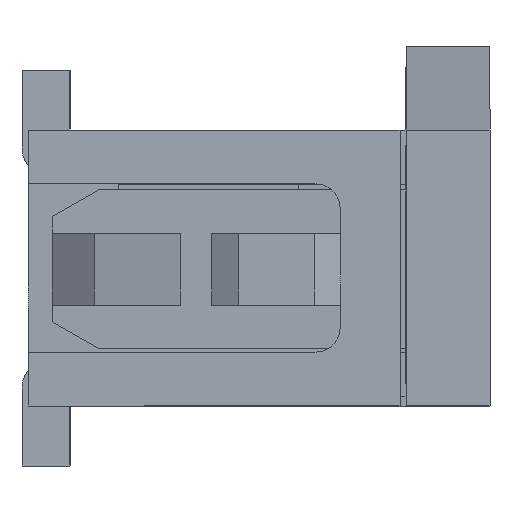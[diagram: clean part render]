
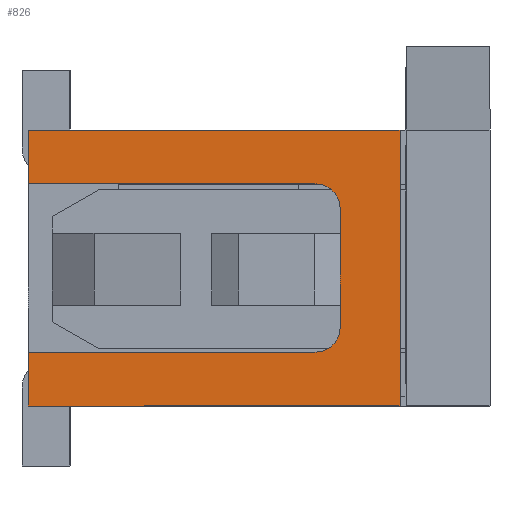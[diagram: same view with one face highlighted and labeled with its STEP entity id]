
A CAD part, left-side view. The second image highlights one B-rep face of the part: STEP entity #826.
In plain terms, the highlighted planar face has unit normal (-1, 0, 0).
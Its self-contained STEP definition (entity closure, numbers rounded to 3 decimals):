
#116=CIRCLE('',#10499,0.2);
#117=CIRCLE('',#10500,0.2);
#354=FACE_OUTER_BOUND('',#1706,.T.);
#826=ADVANCED_FACE('',(#354),#1295,.T.);
#1295=PLANE('',#10501);
#1706=EDGE_LOOP('',(#3032,#3033,#3034,#3035,#3036,#3037,#3038,#3039,#3040,
#3041));
#3032=ORIENTED_EDGE('',*,*,#6635,.T.);
#3033=ORIENTED_EDGE('',*,*,#6742,.T.);
#3034=ORIENTED_EDGE('',*,*,#6783,.T.);
#3035=ORIENTED_EDGE('',*,*,#6593,.T.);
#3036=ORIENTED_EDGE('',*,*,#6784,.T.);
#3037=ORIENTED_EDGE('',*,*,#6785,.T.);
#3038=ORIENTED_EDGE('',*,*,#6631,.T.);
#3039=ORIENTED_EDGE('',*,*,#6353,.T.);
#3040=ORIENTED_EDGE('',*,*,#6786,.T.);
#3041=ORIENTED_EDGE('',*,*,#6725,.F.);
#5332=VERTEX_POINT('',#14091);
#5333=VERTEX_POINT('',#14093);
#5480=VERTEX_POINT('',#14551);
#5481=VERTEX_POINT('',#14553);
#5506=VERTEX_POINT('',#14617);
#5509=VERTEX_POINT('',#14623);
#5510=VERTEX_POINT('',#14625);
#5586=VERTEX_POINT('',#14792);
#5599=VERTEX_POINT('',#14822);
#5624=VERTEX_POINT('',#14901);
#6353=EDGE_CURVE('',#5333,#5332,#7873,.T.);
#6593=EDGE_CURVE('',#5481,#5480,#8110,.T.);
#6631=EDGE_CURVE('',#5506,#5333,#8148,.T.);
#6635=EDGE_CURVE('',#5510,#5509,#8152,.T.);
#6725=EDGE_CURVE('',#5510,#5586,#8242,.T.);
#6742=EDGE_CURVE('',#5509,#5599,#8256,.T.);
#6783=EDGE_CURVE('',#5599,#5481,#116,.T.);
#6784=EDGE_CURVE('',#5480,#5624,#117,.T.);
#6785=EDGE_CURVE('',#5624,#5506,#8295,.T.);
#6786=EDGE_CURVE('',#5332,#5586,#8296,.T.);
#7873=LINE('',#14092,#9248);
#8110=LINE('',#14552,#9485);
#8148=LINE('',#14616,#9523);
#8152=LINE('',#14624,#9527);
#8242=LINE('',#14791,#9617);
#8256=LINE('',#14823,#9631);
#8295=LINE('',#14902,#9670);
#8296=LINE('',#14903,#9671);
#9248=VECTOR('',#11282,1.);
#9485=VECTOR('',#11669,1.);
#9523=VECTOR('',#11709,1.);
#9527=VECTOR('',#11713,1.);
#9617=VECTOR('',#11805,1.);
#9631=VECTOR('',#11827,1.);
#9670=VECTOR('',#11896,1.);
#9671=VECTOR('',#11897,1.);
#10499=AXIS2_PLACEMENT_3D('',#14899,#11892,#11893);
#10500=AXIS2_PLACEMENT_3D('',#14900,#11894,#11895);
#10501=AXIS2_PLACEMENT_3D('',#14904,#11898,#11899);
#11282=DIRECTION('',(0.,-1.,0.));
#11669=DIRECTION('',(0.,0.,-1.));
#11709=DIRECTION('',(0.,0.,-1.));
#11713=DIRECTION('',(0.,0.,-1.));
#11805=DIRECTION('',(0.,-1.,0.));
#11827=DIRECTION('',(0.,-1.,0.));
#11892=DIRECTION('',(1.,0.,0.));
#11893=DIRECTION('',(0.,1.,0.));
#11894=DIRECTION('',(1.,0.,0.));
#11895=DIRECTION('',(0.,1.,0.));
#11896=DIRECTION('',(0.,1.,0.));
#11897=DIRECTION('',(0.,0.,1.));
#11898=DIRECTION('',(-1.,0.,0.));
#11899=DIRECTION('',(0.,0.,1.));
#14091=CARTESIAN_POINT('',(-7.45,0.05,0.));
#14092=CARTESIAN_POINT('',(-7.45,3.15,0.));
#14093=CARTESIAN_POINT('',(-7.45,3.15,0.));
#14551=CARTESIAN_POINT('',(-7.45,0.55,0.65));
#14552=CARTESIAN_POINT('',(-7.45,0.55,1.65));
#14553=CARTESIAN_POINT('',(-7.45,0.55,1.65));
#14616=CARTESIAN_POINT('',(-7.45,3.15,2.3));
#14617=CARTESIAN_POINT('',(-7.45,3.15,0.45));
#14623=CARTESIAN_POINT('',(-7.45,3.15,1.85));
#14624=CARTESIAN_POINT('',(-7.45,3.15,2.3));
#14625=CARTESIAN_POINT('',(-7.45,3.15,2.3));
#14791=CARTESIAN_POINT('',(-7.45,3.15,2.3));
#14792=CARTESIAN_POINT('',(-7.45,0.05,2.3));
#14822=CARTESIAN_POINT('',(-7.45,0.75,1.85));
#14823=CARTESIAN_POINT('',(-7.45,3.15,1.85));
#14899=CARTESIAN_POINT('',(-7.45,0.75,1.65));
#14900=CARTESIAN_POINT('',(-7.45,0.75,0.65));
#14901=CARTESIAN_POINT('',(-7.45,0.75,0.45));
#14902=CARTESIAN_POINT('',(-7.45,0.75,0.45));
#14903=CARTESIAN_POINT('',(-7.45,0.05,0.));
#14904=CARTESIAN_POINT('',(-7.45,3.15,2.3));
